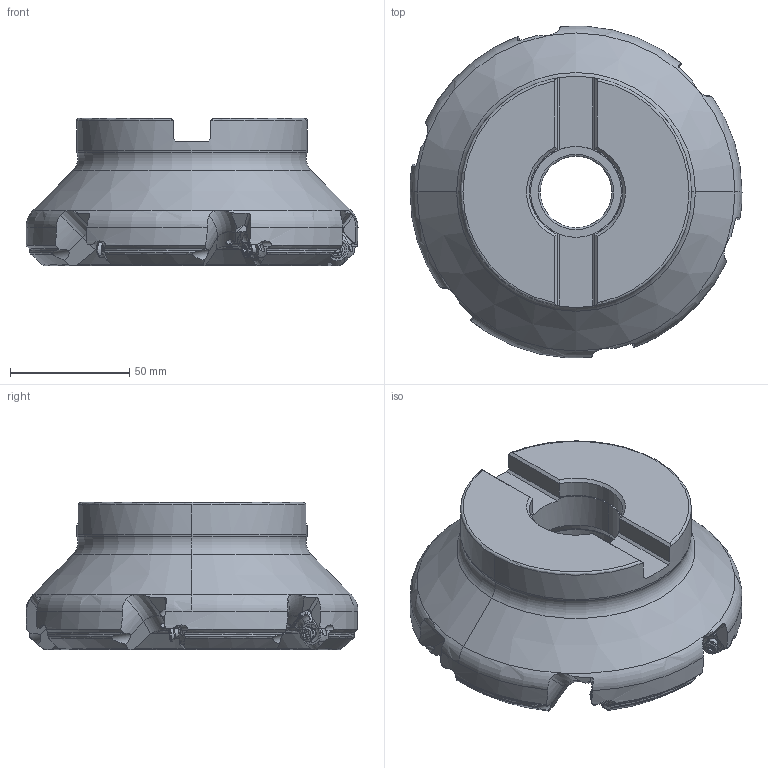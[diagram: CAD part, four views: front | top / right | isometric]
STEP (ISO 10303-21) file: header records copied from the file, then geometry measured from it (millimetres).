
FILE_DESCRIPTION(/* description */ (''),/* implementation_level */ '2;1');
FILE_NAME(/* name */ 'WSX445UR0506EA.stp',/* time_stamp */ '2021-09-08T11:36:33+09:00',/* author */ (''),/* organization */ (''),/* preprocessor_version */ 'ST-DEVELOPER v16',/* originating_system */ 'SIEMENS PLM Software NX 10.0',/* authorisation */ '');
FILE_SCHEMA (('AUTOMOTIVE_DESIGN { 1 0 10303 214 3 1 1 1 }'));
Length unit declared in the file: millimetre
Products named in the file (1): WSX445UR0506EA_ASM
Bounding box: 139.27 x 139.08 x 61.75 mm (x, y, z)
Volume: 490129 mm3; surface area: 58835.2 mm2
Topology: 7 solids, 7 shells, 923 faces, 2372 edges, 1483 vertices
Faces by surface type: cylinder 288, plane 207, bspline 186, torus 100, cone 52, extrusion 48, sphere 42
Entity records: 62247 total; most frequent: CARTESIAN_POINT 41466, ORIENTED_EDGE 4696, DIRECTION 3692, EDGE_CURVE 2348, AXIS2_PLACEMENT_3D 1488, VERTEX_POINT 1452, B_SPLINE_CURVE_WITH_KNOTS 962, EDGE_LOOP 950
